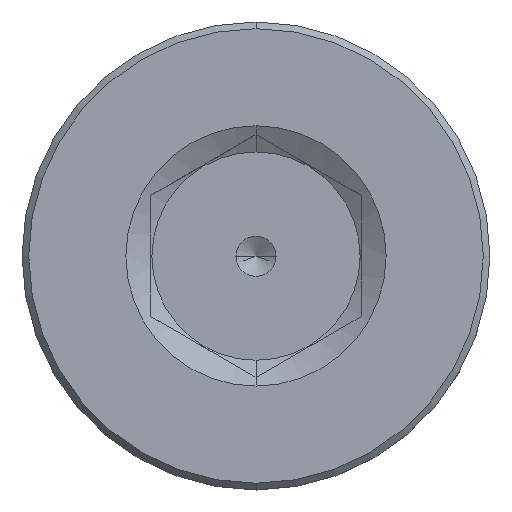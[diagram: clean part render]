
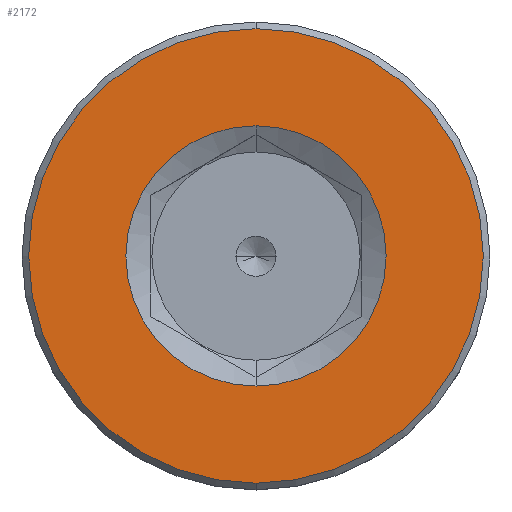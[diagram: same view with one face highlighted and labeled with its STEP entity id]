
A CAD part, top view. The second image highlights one B-rep face of the part: STEP entity #2172.
In plain terms, the highlighted planar face has unit normal (0, 0, 1).
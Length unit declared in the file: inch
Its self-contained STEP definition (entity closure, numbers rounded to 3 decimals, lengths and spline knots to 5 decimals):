
#777=CARTESIAN_POINT('',(0.,0.,0.109));
#778=DIRECTION('',(0.,0.,1.));
#779=DIRECTION('',(0.,-1.,0.));
#780=AXIS2_PLACEMENT_3D('',#777,#778,#779);
#795=CARTESIAN_POINT('',(0.,0.,0.109));
#796=DIRECTION('',(0.,0.,1.));
#797=DIRECTION('',(0.,-1.,0.));
#798=AXIS2_PLACEMENT_3D('',#795,#796,#797);
#800=CARTESIAN_POINT('',(0.,0.,0.109));
#801=DIRECTION('',(0.,0.,1.));
#802=DIRECTION('',(0.,1.,0.));
#803=AXIS2_PLACEMENT_3D('',#800,#801,#802);
#805=CARTESIAN_POINT('',(0.,0.,0.109));
#806=DIRECTION('',(0.,0.,1.));
#807=DIRECTION('',(0.,1.,0.));
#808=AXIS2_PLACEMENT_3D('',#805,#806,#807);
#1320=CARTESIAN_POINT('',(0.,-0.195,0.109));
#1321=CARTESIAN_POINT('',(0.,0.195,0.109));
#1322=VERTEX_POINT('',#1320);
#1323=VERTEX_POINT('',#1321);
#1394=CARTESIAN_POINT('',(0.,0.3405,0.109));
#1395=CARTESIAN_POINT('',(0.,-0.3405,0.109));
#1396=VERTEX_POINT('',#1394);
#1397=VERTEX_POINT('',#1395);
#2156=CARTESIAN_POINT('',(0.,0.,0.109));
#2157=DIRECTION('',(0.,0.,1.));
#2158=DIRECTION('',(0.,1.,0.));
#2159=AXIS2_PLACEMENT_3D('',#2156,#2157,#2158);
#2160=PLANE('41',#2159);
#2161=ORIENTED_EDGE('261',*,*,#2146,.F.);
#2163=ORIENTED_EDGE('259',*,*,#2162,.F.);
#2164=EDGE_LOOP('41',(#2161,#2163));
#2165=FACE_OUTER_BOUND('41',#2164,.F.);
#2167=ORIENTED_EDGE('186',*,*,#2166,.T.);
#2169=ORIENTED_EDGE('187',*,*,#2168,.T.);
#2170=EDGE_LOOP('41',(#2167,#2169));
#2171=FACE_BOUND('41',#2170,.F.);
#2172=ADVANCED_FACE('41',(#2165,#2171),#2160,.T.);
#781=CIRCLE('261',#780,0.3405);
#799=CIRCLE('186',#798,0.195);
#804=CIRCLE('187',#803,0.195);
#809=CIRCLE('259',#808,0.3405);
#2146=EDGE_CURVE('261',#1397,#1396,#781,.T.);
#2162=EDGE_CURVE('259',#1396,#1397,#809,.T.);
#2166=EDGE_CURVE('186',#1322,#1323,#799,.T.);
#2168=EDGE_CURVE('187',#1323,#1322,#804,.T.);
